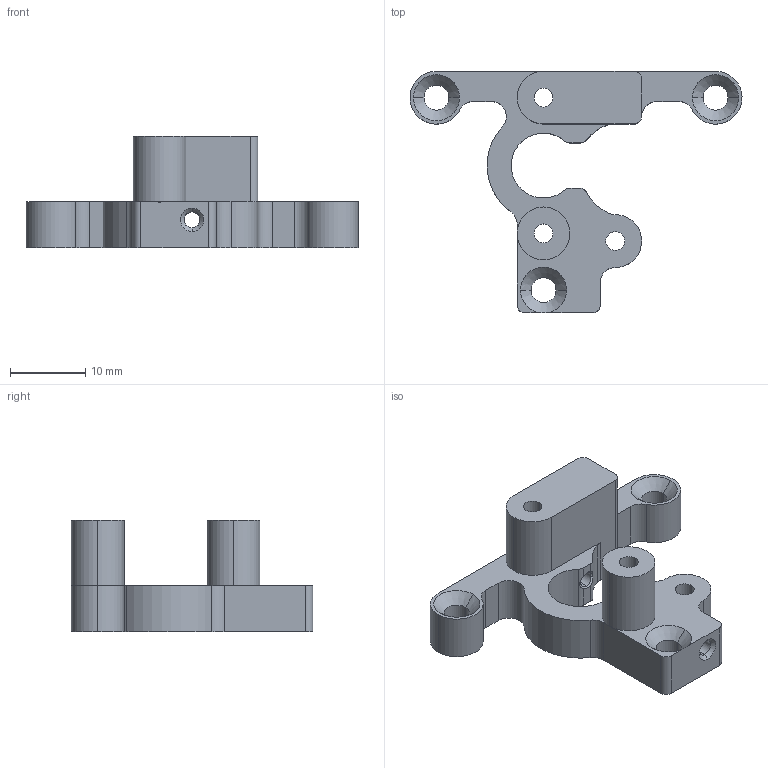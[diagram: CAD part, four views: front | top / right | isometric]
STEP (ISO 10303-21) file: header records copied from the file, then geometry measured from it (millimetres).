
FILE_DESCRIPTION (( 'STEP AP203' ), '1' );
FILE_NAME ('TT_E_2.STEP', '2023-09-07T01:54:38', ( 'Leo' ), ( '' ), 'SwSTEP 2.0', 'SolidWorks 2018', '' );
FILE_SCHEMA (( 'CONFIG_CONTROL_DESIGN' ));
Length unit declared in the file: millimetre
Products named in the file (1): TT_E_2
Bounding box: 44 x 32 x 14.8 mm (x, y, z)
Volume: 3848.8 mm3; surface area: 3341 mm2
Topology: 1 solids, 1 shells, 95 faces, 257 edges, 160 vertices
Faces by surface type: cylinder 51, cone 18, plane 18, bspline 8
Entity records: 4718 total; most frequent: CARTESIAN_POINT 2216, DIRECTION 519, ORIENTED_EDGE 510, EDGE_CURVE 255, AXIS2_PLACEMENT_3D 205, VERTEX_POINT 160, CIRCLE 117, LINE 109
